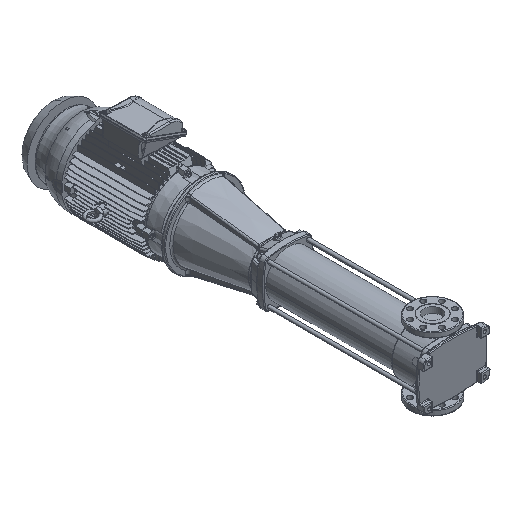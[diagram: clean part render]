
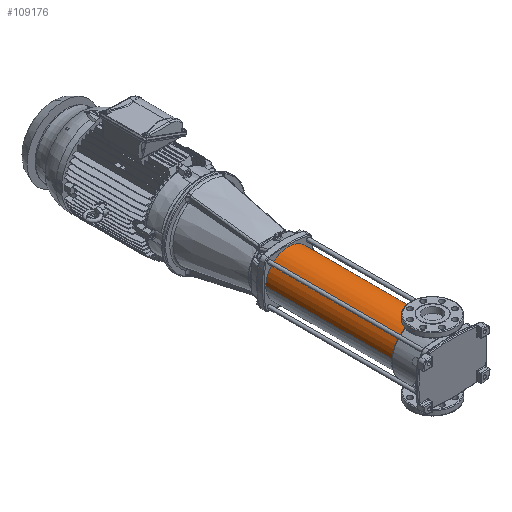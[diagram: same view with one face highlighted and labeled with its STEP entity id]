
A CAD part, isometric view. The second image highlights one B-rep face of the part: STEP entity #109176.
In plain terms, the highlighted cylindrical face has radius 98.5 mm (diameter 197 mm), a partial arc.
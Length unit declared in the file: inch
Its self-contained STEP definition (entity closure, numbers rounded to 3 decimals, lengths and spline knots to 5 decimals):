
#584 = VERTEX_POINT ( 'NONE', #106713 ) ;
#619 = VECTOR ( 'NONE', #81793, 39.37008 ) ;
#3411 = CARTESIAN_POINT ( 'NONE',  ( 0., 2.13386, 3.87795 ) ) ;
#4641 = EDGE_CURVE ( 'NONE', #39168, #584, #50673, .T. ) ;
#10293 = LINE ( 'NONE', #17077, #15425 ) ;
#15041 = EDGE_CURVE ( 'NONE', #86153, #69517, #92995, .T. ) ;
#15425 = VECTOR ( 'NONE', #105001, 39.37008 ) ;
#16676 = DIRECTION ( 'NONE',  ( 0., 0., 1. ) ) ;
#17077 = CARTESIAN_POINT ( 'NONE',  ( 0., 2.13386, -3.87795 ) ) ;
#17597 = ORIENTED_EDGE ( 'NONE', *, *, #35419, .T. ) ;
#22769 = AXIS2_PLACEMENT_3D ( 'NONE', #41537, #75936, #16676 ) ;
#28486 = ORIENTED_EDGE ( 'NONE', *, *, #15041, .T. ) ;
#29061 = CARTESIAN_POINT ( 'NONE',  ( 0., 2.13386, -3.87795 ) ) ;
#29975 = AXIS2_PLACEMENT_3D ( 'NONE', #65080, #30130, #66173 ) ;
#30130 = DIRECTION ( 'NONE',  ( 0., 1., 0. ) ) ;
#30885 = AXIS2_PLACEMENT_3D ( 'NONE', #64243, #81168, #89619 ) ;
#35419 = EDGE_CURVE ( 'NONE', #69517, #39168, #80692, .T. ) ;
#39168 = VERTEX_POINT ( 'NONE', #69794 ) ;
#39307 = ORIENTED_EDGE ( 'NONE', *, *, #4641, .T. ) ;
#41537 = CARTESIAN_POINT ( 'NONE',  ( 0., 2.13386, 0. ) ) ;
#50673 = CIRCLE ( 'NONE', #30885, 3.87795 ) ;
#52923 = EDGE_LOOP ( 'NONE', ( #99971, #28486, #17597, #39307 ) ) ;
#64243 = CARTESIAN_POINT ( 'NONE',  ( 0., 24.00787, 0. ) ) ;
#65080 = CARTESIAN_POINT ( 'NONE',  ( 0., 2.13386, 0. ) ) ;
#66173 = DIRECTION ( 'NONE',  ( 0., 0., 1. ) ) ;
#68054 = FACE_OUTER_BOUND ( 'NONE', #52923, .T. ) ;
#68902 = CARTESIAN_POINT ( 'NONE',  ( 0., 2.13386, 3.87795 ) ) ;
#69517 = VERTEX_POINT ( 'NONE', #68902 ) ;
#69794 = CARTESIAN_POINT ( 'NONE',  ( 0., 24.00787, 3.87795 ) ) ;
#75936 = DIRECTION ( 'NONE',  ( 0., 1., 0. ) ) ;
#80692 = LINE ( 'NONE', #3411, #619 ) ;
#81168 = DIRECTION ( 'NONE',  ( 0., -1., 0. ) ) ;
#81793 = DIRECTION ( 'NONE',  ( 0., 1., 0. ) ) ;
#86153 = VERTEX_POINT ( 'NONE', #29061 ) ;
#89619 = DIRECTION ( 'NONE',  ( 0., 0., 1. ) ) ;
#92995 = CIRCLE ( 'NONE', #29975, 3.87795 ) ;
#99971 = ORIENTED_EDGE ( 'NONE', *, *, #108204, .F. ) ;
#101288 = CYLINDRICAL_SURFACE ( 'NONE', #22769, 3.87795 ) ;
#105001 = DIRECTION ( 'NONE',  ( 0., 1., 0. ) ) ;
#106713 = CARTESIAN_POINT ( 'NONE',  ( 0., 24.00787, -3.87795 ) ) ;
#108204 = EDGE_CURVE ( 'NONE', #86153, #584, #10293, .T. ) ;
#109176 = ADVANCED_FACE ( 'NONE', ( #68054 ), #101288, .T. ) ;
